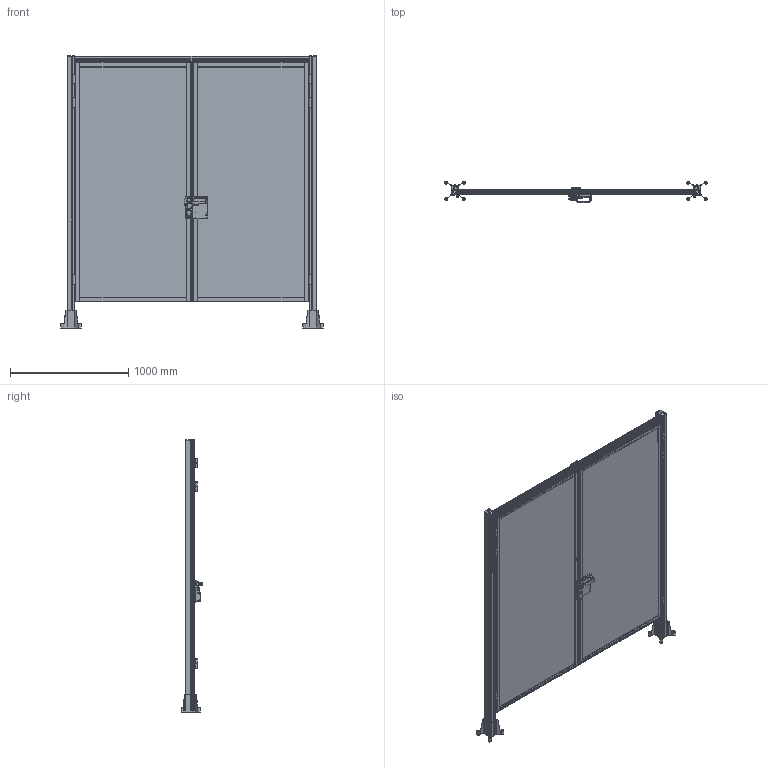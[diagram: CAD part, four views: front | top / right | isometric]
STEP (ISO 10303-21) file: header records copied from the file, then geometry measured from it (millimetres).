
FILE_DESCRIPTION((''),'2;1');
FILE_NAME('SZ8122N.stp','2012-11-23T14:18:08',('marina kaa'),(''),'Autodesk Inventor 2012','Autodesk Inventor 2012','');
FILE_SCHEMA(('AUTOMOTIVE_DESIGN { 1 0 10303 214 1 1 1 1 }'));
Length unit declared in the file: millimetre
Products named in the file (1): SZ8122_K
Bounding box: 2223.97 x 185.07 x 2304 mm (x, y, z)
Volume: 30464095.8 mm3; surface area: 20101573 mm2
Topology: 16 solids, 53 shells, 4137 faces, 12301 edges, 8000 vertices
Faces by surface type: plane 2152, cylinder 1553, cone 292, sphere 70, torus 60, bspline 10
Full cylindrical faces by diameter (mm): 2.5 x4, 3 x4, 3.8 x4, 4.134 x4, 4.2 x6, 4.917 x11, 5 x4, 5.1 x10, 5.8 x4, 6 x7, 6.4 x1, 6.6 x10, 6.647 x5, 6.65 x20, 6.8 x9, 7.8 x10, 7.9 x10, 8 x13, 8.5 x6, 9 x12, 9.8 x1, 10 x6, 11 x6, 11.8 x10, 12 x34, 13 x10, 14 x2, 20 x6
Entity records: 153361 total; most frequent: CARTESIAN_POINT 40633, ORIENTED_EDGE 23022, DIRECTION 22371, EDGE_CURVE 11511, AXIS2_PLACEMENT_3D 7794, VERTEX_POINT 7672, VECTOR 6783, LINE 6783
